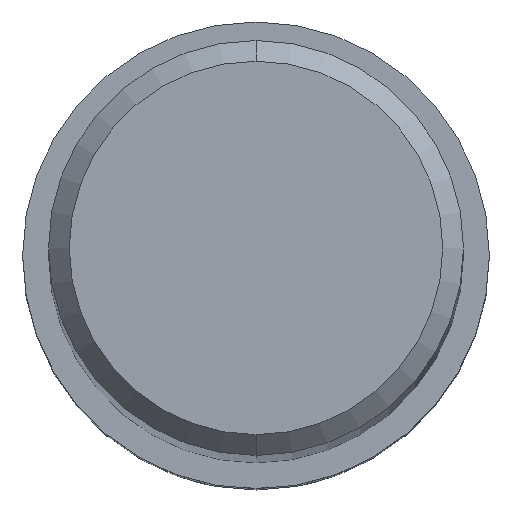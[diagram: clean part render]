
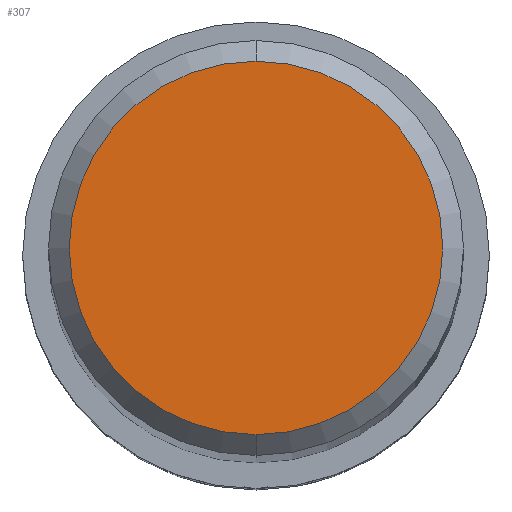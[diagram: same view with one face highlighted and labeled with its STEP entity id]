
A CAD part, top view. The second image highlights one B-rep face of the part: STEP entity #307.
In plain terms, the highlighted planar face has unit normal (0, 0, 1).
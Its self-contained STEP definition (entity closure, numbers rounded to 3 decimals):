
#181=EDGE_CURVE('',#357,#391,#485,.T.);
#223=EDGE_CURVE('',#391,#357,#532,.T.);
#307=ADVANCED_FACE('',(#625),#626,.T.);
#357=VERTEX_POINT('',#679);
#391=VERTEX_POINT('',#716);
#485=CIRCLE('',#842,3.6);
#532=CIRCLE('',#946,3.6);
#625=FACE_OUTER_BOUND('',#1141,.T.);
#626=PLANE('',#1142);
#679=CARTESIAN_POINT('',(0.0,3.6,0.0));
#716=CARTESIAN_POINT('',(0.,-3.6,0.0));
#842=AXIS2_PLACEMENT_3D('',#1452,#1453,#1454);
#946=AXIS2_PLACEMENT_3D('',#1506,#1507,#1508);
#1141=EDGE_LOOP('',(#1615,#1616));
#1142=AXIS2_PLACEMENT_3D('',#1617,#1618,#1619);
#1452=CARTESIAN_POINT('',(0.0,0.0,0.0));
#1453=DIRECTION('',(0.0,0.0,-1.0));
#1454=DIRECTION('',(0.0,1.0,0.0));
#1506=CARTESIAN_POINT('',(0.0,0.0,0.0));
#1507=DIRECTION('',(0.0,0.0,-1.0));
#1508=DIRECTION('',(0.0,1.0,0.0));
#1615=ORIENTED_EDGE('',*,*,#181,.F.);
#1616=ORIENTED_EDGE('',*,*,#223,.F.);
#1617=CARTESIAN_POINT('',(0.0,1.8,0.0));
#1618=DIRECTION('',(-0.0,0.0,1.0));
#1619=DIRECTION('',(0.0,-1.0,0.0));
